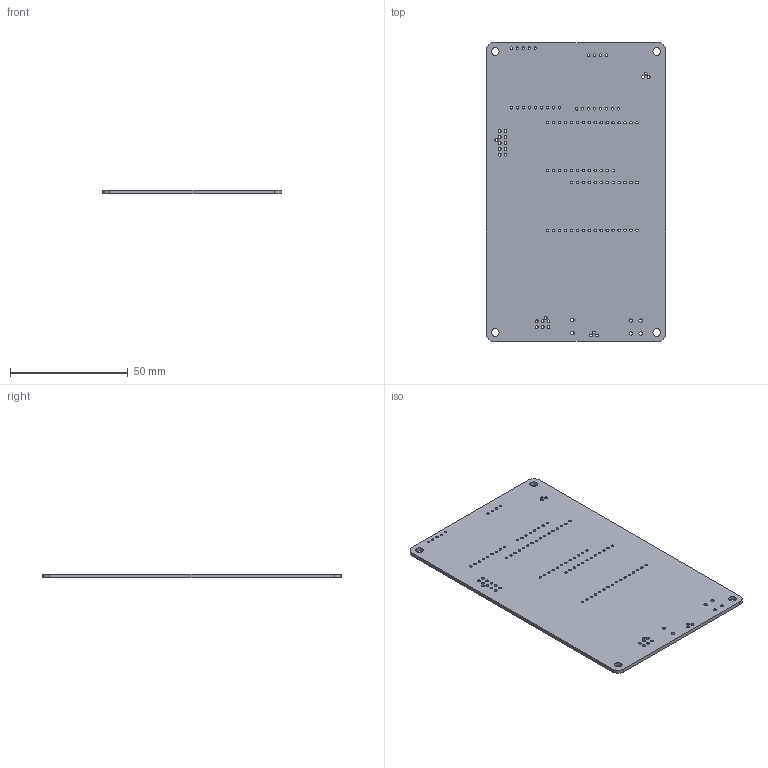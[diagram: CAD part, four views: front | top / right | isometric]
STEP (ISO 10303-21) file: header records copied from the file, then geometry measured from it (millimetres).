
FILE_DESCRIPTION(('KiCad electronic assembly'),'2;1');
FILE_NAME('ReferenceBuoy.step','2025-08-19T15:02:26',('Pcbnew'),('Kicad' ),'Open CASCADE STEP processor 7.8','KiCad to STEP converter', 'Unknown');
FILE_SCHEMA(('AUTOMOTIVE_DESIGN { 1 0 10303 214 1 1 1 1 }'));
Length unit declared in the file: millimetre
Products named in the file (2): ReferenceBuoy 1; ReferenceBuoy_PCB
Assembly tree (1 placements, depth 2):
  ReferenceBuoy 1
    ReferenceBuoy_PCB
Bounding box: 76.2 x 127 x 1.6 mm (x, y, z)
Volume: 15253.9 mm3; surface area: 20379 mm2
Topology: 1 solids, 1 shells, 126 faces, 372 edges, 248 vertices
Faces by surface type: cylinder 120, plane 6
Full cylindrical faces by diameter (mm): 1.016 x82, 1.1 x2, 1.2 x20, 1.3 x2, 1.4 x6, 3.2 x4
Entity records: 4857 total; most frequent: DIRECTION 868, CARTESIAN_POINT 748, ORIENTED_EDGE 744, EDGE_CURVE 372, AXIS2_PLACEMENT_3D 368, FACE_BOUND 358, EDGE_LOOP 358, VERTEX_POINT 248
